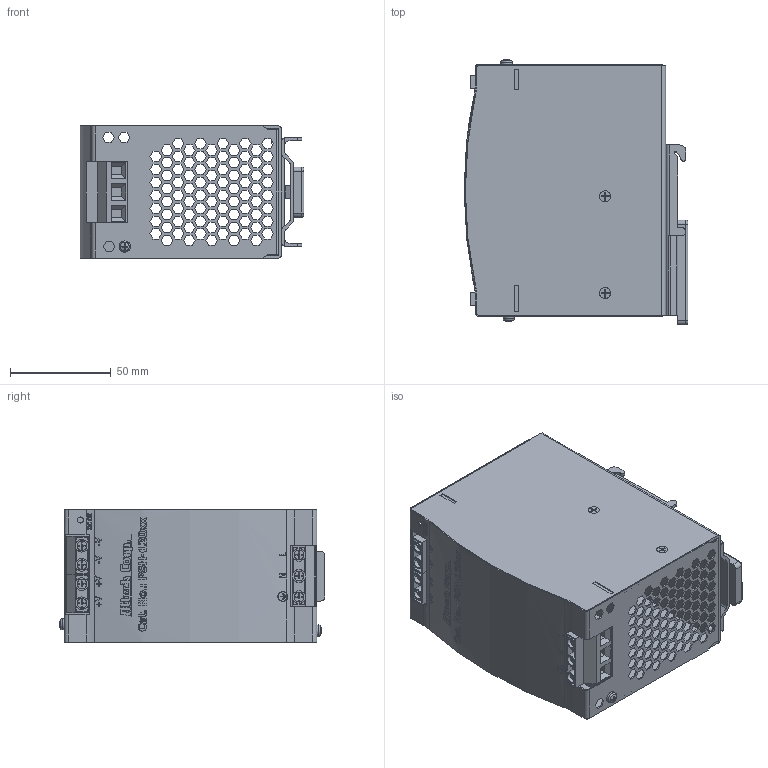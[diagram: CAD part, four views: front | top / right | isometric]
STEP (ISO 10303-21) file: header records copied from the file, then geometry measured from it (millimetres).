
FILE_DESCRIPTION((''),'2;1');
FILE_NAME('PSH120.stp','2007-07-24T09:30:28',('Philipp'),(''),'Autodesk Inventor 2008','Autodesk Inventor 2008','');
FILE_SCHEMA(('AUTOMOTIVE_DESIGN { 1 0 10303 214 1 1 1 1 }'));
Length unit declared in the file: millimetre
Products named in the file (11): PSH120; Sheetmetall_inside; PCB; PC_board; Terminalblock2; Terminalblock3; Screw; Screw_terminalblock; railmount; DIN EN ISO 7045  H M3 x 4 - 4.8 - H; Sheetmetall_outside
Assembly tree (28 placements, depth 3):
  PSH120
    Sheetmetall_inside
    PCB
      PC_board
      Terminalblock2  x2
      Terminalblock3
    Screw  x11
    Screw_terminalblock  x7
    railmount
    DIN EN ISO 7045  H M3 x 4 - 4.8 - H  x2
    Sheetmetall_outside
Bounding box: 110.9 x 131.48 x 65.5 mm (x, y, z)
Volume: 98787.2 mm3; surface area: 137234.3 mm2
Topology: 27 solids, 27 shells, 2825 faces, 7748 edges, 5085 vertices
Faces by surface type: plane 2162, cylinder 411, bspline 184, cone 53, torus 13, sphere 2
Full cylindrical faces by diameter (mm): 2 x7, 2.4 x2, 2.729 x2, 3 x2, 3.25 x11, 4 x5, 4.6 x1, 4.8 x10, 4.9 x1
Entity records: 75656 total; most frequent: CARTESIAN_POINT 18233, ORIENTED_EDGE 12402, DIRECTION 10470, EDGE_CURVE 6201, VECTOR 4960, LINE 4960, VERTEX_POINT 4148, AXIS2_PLACEMENT_3D 2755
